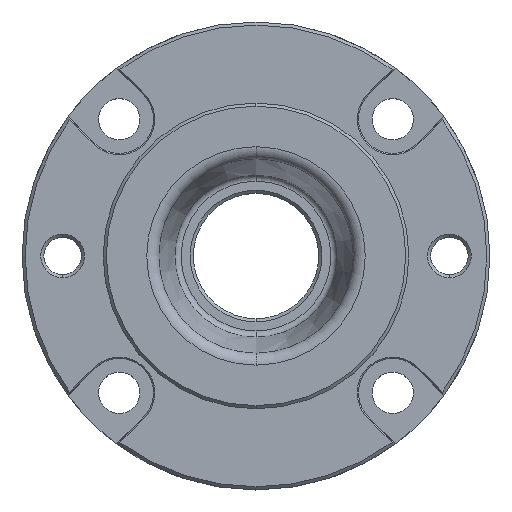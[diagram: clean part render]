
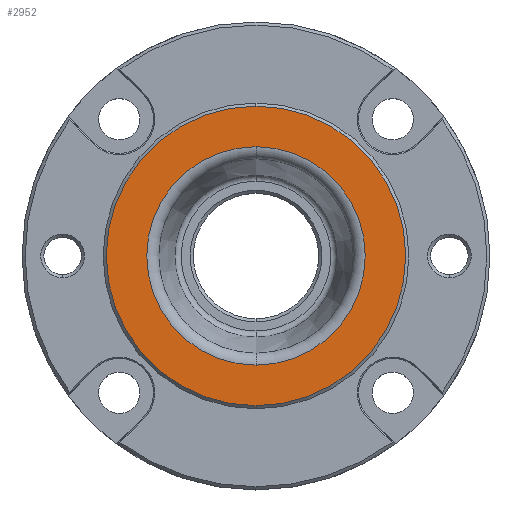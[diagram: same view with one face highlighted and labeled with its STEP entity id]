
A CAD part, top view. The second image highlights one B-rep face of the part: STEP entity #2952.
In plain terms, the highlighted planar face has unit normal (0, 0, 1).
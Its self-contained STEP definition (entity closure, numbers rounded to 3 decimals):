
#79 = CARTESIAN_POINT ( 'NONE',  ( 0., 17.507, 10. ) ) ;
#133 = DIRECTION ( 'NONE',  ( 0., -1., 0. ) ) ;
#280 = DIRECTION ( 'NONE',  ( 0., 0., -1. ) ) ;
#355 = DIRECTION ( 'NONE',  ( 0., 0., -1. ) ) ;
#428 = AXIS2_PLACEMENT_3D ( 'NONE', #1152, #3218, #2688 ) ;
#513 = EDGE_CURVE ( 'NONE', #1359, #1246, #1543, .T. ) ;
#545 = CARTESIAN_POINT ( 'NONE',  ( 0., 0., 10. ) ) ;
#556 = EDGE_CURVE ( 'NONE', #1246, #1359, #1434, .T. ) ;
#557 = ORIENTED_EDGE ( 'NONE', *, *, #556, .T. ) ;
#656 = EDGE_LOOP ( 'NONE', ( #1258, #1782 ) ) ;
#769 = DIRECTION ( 'NONE',  ( 0., -1., 0. ) ) ;
#893 = CARTESIAN_POINT ( 'NONE',  ( 0., 24., 10. ) ) ;
#902 = AXIS2_PLACEMENT_3D ( 'NONE', #2932, #355, #2648 ) ;
#934 = PLANE ( 'NONE',  #428 ) ;
#978 = VERTEX_POINT ( 'NONE', #2663 ) ;
#983 = CARTESIAN_POINT ( 'NONE',  ( 0., 0., 10. ) ) ;
#1068 = DIRECTION ( 'NONE',  ( 0., 1., 0. ) ) ;
#1123 = CIRCLE ( 'NONE', #2763, 24. ) ;
#1152 = CARTESIAN_POINT ( 'NONE',  ( -16., 0., 10. ) ) ;
#1246 = VERTEX_POINT ( 'NONE', #1691 ) ;
#1258 = ORIENTED_EDGE ( 'NONE', *, *, #2890, .F. ) ;
#1359 = VERTEX_POINT ( 'NONE', #79 ) ;
#1434 = CIRCLE ( 'NONE', #902, 17.507 ) ;
#1483 = DIRECTION ( 'NONE',  ( 0., 0., -1. ) ) ;
#1543 = CIRCLE ( 'NONE', #2486, 17.507 ) ;
#1691 = CARTESIAN_POINT ( 'NONE',  ( 0., -17.507, 10. ) ) ;
#1782 = ORIENTED_EDGE ( 'NONE', *, *, #2122, .F. ) ;
#1825 = CARTESIAN_POINT ( 'NONE',  ( 0., 0., 10. ) ) ;
#1919 = FACE_BOUND ( 'NONE', #2228, .T. ) ;
#1963 = CIRCLE ( 'NONE', #2851, 24. ) ;
#2122 = EDGE_CURVE ( 'NONE', #2786, #978, #1963, .T. ) ;
#2228 = EDGE_LOOP ( 'NONE', ( #2414, #557 ) ) ;
#2413 = FACE_OUTER_BOUND ( 'NONE', #656, .T. ) ;
#2414 = ORIENTED_EDGE ( 'NONE', *, *, #513, .T. ) ;
#2486 = AXIS2_PLACEMENT_3D ( 'NONE', #1825, #280, #1068 ) ;
#2648 = DIRECTION ( 'NONE',  ( 0., 1., 0. ) ) ;
#2663 = CARTESIAN_POINT ( 'NONE',  ( 0., -24., 10. ) ) ;
#2688 = DIRECTION ( 'NONE',  ( 0., 1., 0. ) ) ;
#2763 = AXIS2_PLACEMENT_3D ( 'NONE', #983, #1483, #133 ) ;
#2786 = VERTEX_POINT ( 'NONE', #893 ) ;
#2851 = AXIS2_PLACEMENT_3D ( 'NONE', #545, #3034, #769 ) ;
#2890 = EDGE_CURVE ( 'NONE', #978, #2786, #1123, .T. ) ;
#2932 = CARTESIAN_POINT ( 'NONE',  ( 0., 0., 10. ) ) ;
#2952 = ADVANCED_FACE ( 'NONE', ( #1919, #2413 ), #934, .T. ) ;
#3034 = DIRECTION ( 'NONE',  ( 0., 0., -1. ) ) ;
#3218 = DIRECTION ( 'NONE',  ( 0., 0., 1. ) ) ;
